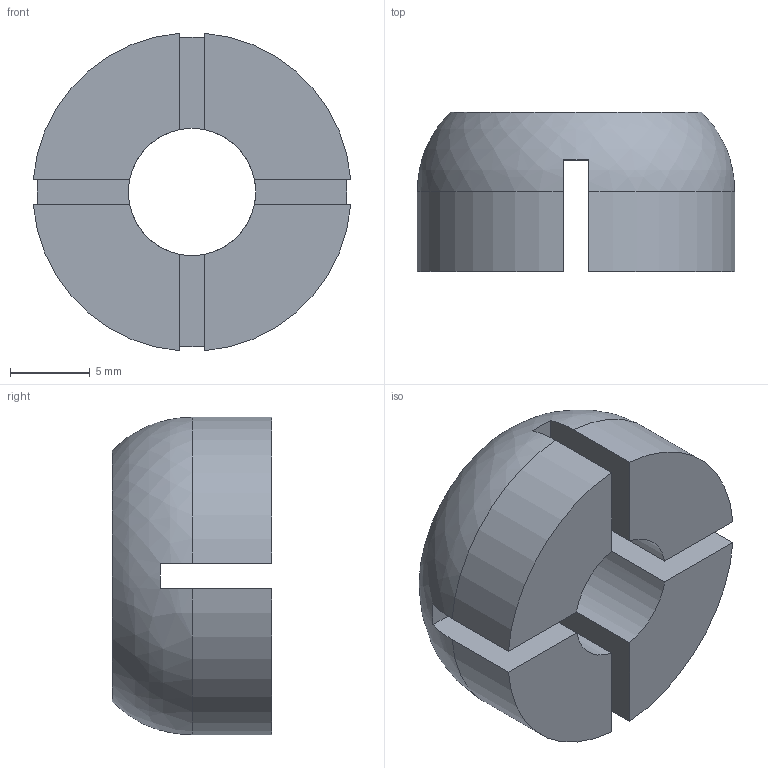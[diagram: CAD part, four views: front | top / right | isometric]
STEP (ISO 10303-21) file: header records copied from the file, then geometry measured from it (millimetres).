
FILE_DESCRIPTION(/* description */ (''),/* implementation_level */ '2;1');
FILE_NAME(/* name */ 'marker v7.step',/* time_stamp */ '2024-09-05T14:36:37-03:00',/* author */ (''),/* organization */ (''),/* preprocessor_version */ 'ST-DEVELOPER v20',/* originating_system */ 'Autodesk Translation Framework v13.14.0.145',/* authorisation */ '');
FILE_SCHEMA (('AUTOMOTIVE_DESIGN { 1 0 10303 214 3 1 1 }'));
Length unit declared in the file: millimetre
Products named in the file (1): marker
Bounding box: 19.94 x 10 x 19.94 mm (x, y, z)
Volume: 2178 mm3; surface area: 1545.1 mm2
Topology: 1 solids, 1 shells, 23 faces, 66 edges, 44 vertices
Faces by surface type: plane 17, cylinder 5, bspline 1
Full cylindrical faces by diameter (mm): 8 x1
Entity records: 846 total; most frequent: CARTESIAN_POINT 202, ORIENTED_EDGE 132, DIRECTION 127, EDGE_CURVE 66, AXIS2_PLACEMENT_3D 47, VERTEX_POINT 44, LINE 33, VECTOR 33
